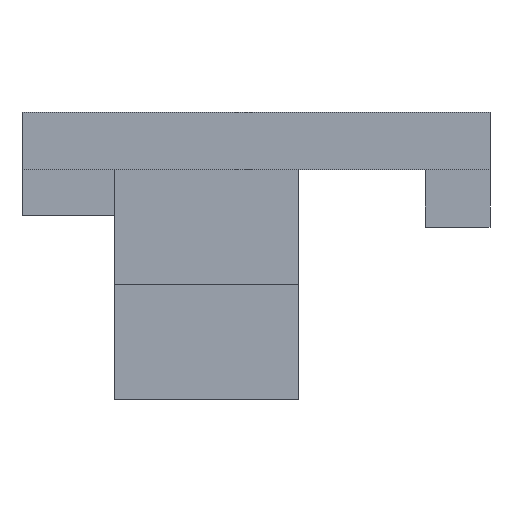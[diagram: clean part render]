
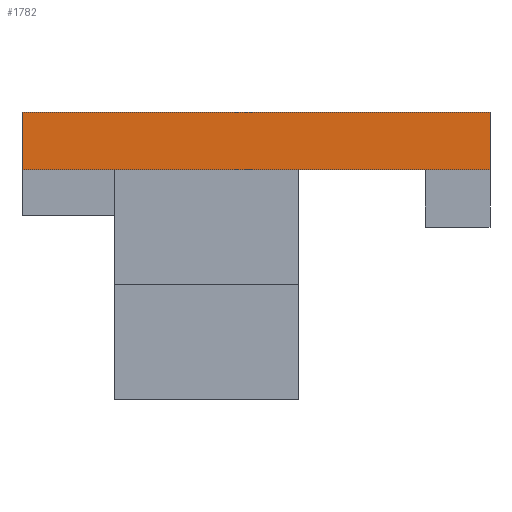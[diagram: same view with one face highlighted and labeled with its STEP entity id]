
A CAD part, front view. The second image highlights one B-rep face of the part: STEP entity #1782.
In plain terms, the highlighted planar face has unit normal (0, -1, 0).
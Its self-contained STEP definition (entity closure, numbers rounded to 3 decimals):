
#44 = PLANE('',#45);
#45 = AXIS2_PLACEMENT_3D('',#46,#47,#48);
#46 = CARTESIAN_POINT('',(-10.16,0.,0.));
#47 = DIRECTION('',(-1.,0.,0.));
#48 = DIRECTION('',(0.,1.,0.));
#72 = PLANE('',#73);
#73 = AXIS2_PLACEMENT_3D('',#74,#75,#76);
#74 = CARTESIAN_POINT('',(0.,64.25,2.5));
#75 = DIRECTION('',(-0.,-0.,-1.));
#76 = DIRECTION('',(-1.,0.,0.));
#100 = PLANE('',#101);
#101 = AXIS2_PLACEMENT_3D('',#102,#103,#104);
#102 = CARTESIAN_POINT('',(10.16,128.5,0.));
#103 = DIRECTION('',(1.,0.,0.));
#104 = DIRECTION('',(0.,-1.,0.));
#141 = EDGE_CURVE('',#142,#144,#146,.T.);
#142 = VERTEX_POINT('',#143);
#143 = CARTESIAN_POINT('',(-10.16,0.,0.));
#144 = VERTEX_POINT('',#145);
#145 = CARTESIAN_POINT('',(-10.16,0.,2.5));
#146 = SURFACE_CURVE('',#147,(#151,#158),.PCURVE_S1.);
#147 = LINE('',#148,#149);
#148 = CARTESIAN_POINT('',(-10.16,0.,0.));
#149 = VECTOR('',#150,1.);
#150 = DIRECTION('',(0.,0.,1.));
#151 = PCURVE('',#44,#152);
#152 = DEFINITIONAL_REPRESENTATION('',(#153),#157);
#153 = LINE('',#154,#155);
#154 = CARTESIAN_POINT('',(0.,0.));
#155 = VECTOR('',#156,1.);
#156 = DIRECTION('',(0.,-1.));
#157 = ( GEOMETRIC_REPRESENTATION_CONTEXT(2) 
PARAMETRIC_REPRESENTATION_CONTEXT() REPRESENTATION_CONTEXT('2D SPACE',''
  ) );
#158 = PCURVE('',#159,#164);
#159 = PLANE('',#160);
#160 = AXIS2_PLACEMENT_3D('',#161,#162,#163);
#161 = CARTESIAN_POINT('',(10.16,0.,0.));
#162 = DIRECTION('',(0.,-1.,0.));
#163 = DIRECTION('',(-1.,0.,0.));
#164 = DEFINITIONAL_REPRESENTATION('',(#165),#169);
#165 = LINE('',#166,#167);
#166 = CARTESIAN_POINT('',(20.32,0.));
#167 = VECTOR('',#168,1.);
#168 = DIRECTION('',(0.,-1.));
#169 = ( GEOMETRIC_REPRESENTATION_CONTEXT(2) 
PARAMETRIC_REPRESENTATION_CONTEXT() REPRESENTATION_CONTEXT('2D SPACE',''
  ) );
#258 = PLANE('',#259);
#259 = AXIS2_PLACEMENT_3D('',#260,#261,#262);
#260 = CARTESIAN_POINT('',(0.,64.25,0.));
#261 = DIRECTION('',(-0.,-0.,-1.));
#262 = DIRECTION('',(-1.,0.,0.));
#275 = VERTEX_POINT('',#276);
#276 = CARTESIAN_POINT('',(10.16,0.,2.5));
#297 = EDGE_CURVE('',#298,#275,#300,.T.);
#298 = VERTEX_POINT('',#299);
#299 = CARTESIAN_POINT('',(10.16,0.,0.));
#300 = SURFACE_CURVE('',#301,(#305,#312),.PCURVE_S1.);
#301 = LINE('',#302,#303);
#302 = CARTESIAN_POINT('',(10.16,0.,0.));
#303 = VECTOR('',#304,1.);
#304 = DIRECTION('',(0.,0.,1.));
#305 = PCURVE('',#100,#306);
#306 = DEFINITIONAL_REPRESENTATION('',(#307),#311);
#307 = LINE('',#308,#309);
#308 = CARTESIAN_POINT('',(128.5,0.));
#309 = VECTOR('',#310,1.);
#310 = DIRECTION('',(0.,-1.));
#311 = ( GEOMETRIC_REPRESENTATION_CONTEXT(2) 
PARAMETRIC_REPRESENTATION_CONTEXT() REPRESENTATION_CONTEXT('2D SPACE',''
  ) );
#312 = PCURVE('',#159,#313);
#313 = DEFINITIONAL_REPRESENTATION('',(#314),#318);
#314 = LINE('',#315,#316);
#315 = CARTESIAN_POINT('',(0.,-0.));
#316 = VECTOR('',#317,1.);
#317 = DIRECTION('',(0.,-1.));
#318 = ( GEOMETRIC_REPRESENTATION_CONTEXT(2) 
PARAMETRIC_REPRESENTATION_CONTEXT() REPRESENTATION_CONTEXT('2D SPACE',''
  ) );
#925 = EDGE_CURVE('',#275,#144,#926,.T.);
#926 = SURFACE_CURVE('',#927,(#931,#938),.PCURVE_S1.);
#927 = LINE('',#928,#929);
#928 = CARTESIAN_POINT('',(10.16,0.,2.5));
#929 = VECTOR('',#930,1.);
#930 = DIRECTION('',(-1.,0.,0.));
#931 = PCURVE('',#72,#932);
#932 = DEFINITIONAL_REPRESENTATION('',(#933),#937);
#933 = LINE('',#934,#935);
#934 = CARTESIAN_POINT('',(-10.16,-64.25));
#935 = VECTOR('',#936,1.);
#936 = DIRECTION('',(1.,0.));
#937 = ( GEOMETRIC_REPRESENTATION_CONTEXT(2) 
PARAMETRIC_REPRESENTATION_CONTEXT() REPRESENTATION_CONTEXT('2D SPACE',''
  ) );
#938 = PCURVE('',#159,#939);
#939 = DEFINITIONAL_REPRESENTATION('',(#940),#944);
#940 = LINE('',#941,#942);
#941 = CARTESIAN_POINT('',(0.,-2.5));
#942 = VECTOR('',#943,1.);
#943 = DIRECTION('',(1.,0.));
#944 = ( GEOMETRIC_REPRESENTATION_CONTEXT(2) 
PARAMETRIC_REPRESENTATION_CONTEXT() REPRESENTATION_CONTEXT('2D SPACE',''
  ) );
#1782 = ADVANCED_FACE('',(#1783),#159,.T.);
#1783 = FACE_BOUND('',#1784,.T.);
#1784 = EDGE_LOOP('',(#1785,#1786,#1787,#1788));
#1785 = ORIENTED_EDGE('',*,*,#297,.T.);
#1786 = ORIENTED_EDGE('',*,*,#925,.T.);
#1787 = ORIENTED_EDGE('',*,*,#141,.F.);
#1788 = ORIENTED_EDGE('',*,*,#1789,.F.);
#1789 = EDGE_CURVE('',#298,#142,#1790,.T.);
#1790 = SURFACE_CURVE('',#1791,(#1795,#1802),.PCURVE_S1.);
#1791 = LINE('',#1792,#1793);
#1792 = CARTESIAN_POINT('',(10.16,0.,0.));
#1793 = VECTOR('',#1794,1.);
#1794 = DIRECTION('',(-1.,0.,0.));
#1795 = PCURVE('',#159,#1796);
#1796 = DEFINITIONAL_REPRESENTATION('',(#1797),#1801);
#1797 = LINE('',#1798,#1799);
#1798 = CARTESIAN_POINT('',(0.,-0.));
#1799 = VECTOR('',#1800,1.);
#1800 = DIRECTION('',(1.,0.));
#1801 = ( GEOMETRIC_REPRESENTATION_CONTEXT(2) 
PARAMETRIC_REPRESENTATION_CONTEXT() REPRESENTATION_CONTEXT('2D SPACE',''
  ) );
#1802 = PCURVE('',#258,#1803);
#1803 = DEFINITIONAL_REPRESENTATION('',(#1804),#1808);
#1804 = LINE('',#1805,#1806);
#1805 = CARTESIAN_POINT('',(-10.16,-64.25));
#1806 = VECTOR('',#1807,1.);
#1807 = DIRECTION('',(1.,0.));
#1808 = ( GEOMETRIC_REPRESENTATION_CONTEXT(2) 
PARAMETRIC_REPRESENTATION_CONTEXT() REPRESENTATION_CONTEXT('2D SPACE',''
  ) );
